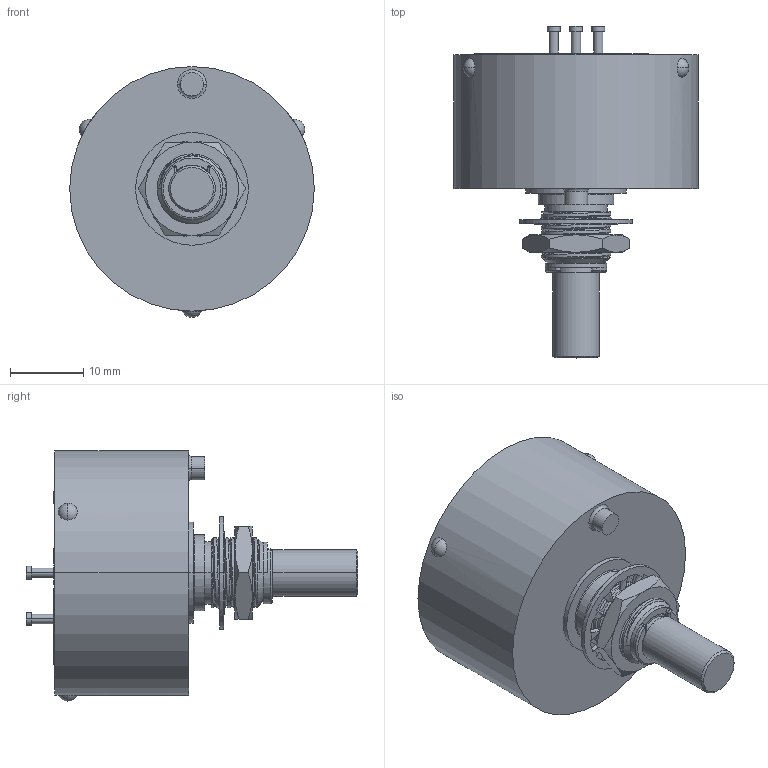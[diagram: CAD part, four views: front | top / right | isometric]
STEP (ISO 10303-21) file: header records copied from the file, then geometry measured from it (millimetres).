
FILE_DESCRIPTION((''),'2;1');
FILE_NAME('3370-21-1_SW0003','2013-07-29T',('BMozley'),(''),'PRO/ENGINEER BY PARAMETRIC TECHNOLOGY CORPORATION, 2013150','PRO/ENGINEER BY PARAMETRIC TECHNOLOGY CORPORATION, 2013150','');
FILE_SCHEMA(('CONFIG_CONTROL_DESIGN'));
Length unit declared in the file: inch
Products named in the file (1): 3370-21-1_SW0003
Bounding box: 33.32 x 45.24 x 34.19 mm (x, y, z)
Volume: 17225.4 mm3; surface area: 5778.3 mm2
Topology: 1 solids, 2 shells, 642 faces, 1796 edges, 1165 vertices
Faces by surface type: plane 215, cylinder 173, extrusion 151, bspline 56, cone 26, torus 15, sphere 6
Entity records: 27084 total; most frequent: CARTESIAN_POINT 11463, ORIENTED_EDGE 3580, DIRECTION 2590, EDGE_CURVE 1790, VERTEX_POINT 1165, VECTOR 1004, LINE 853, AXIS2_PLACEMENT_3D 793
